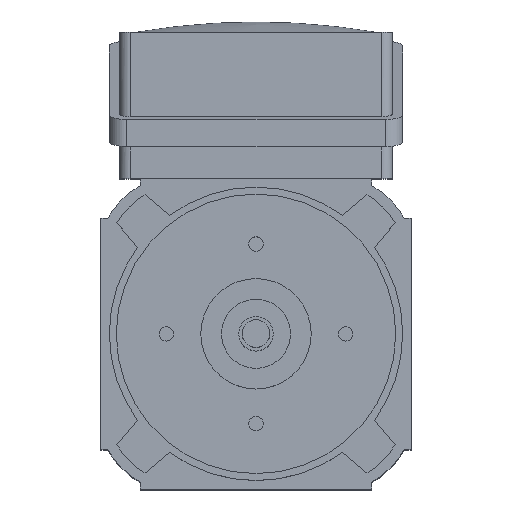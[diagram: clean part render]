
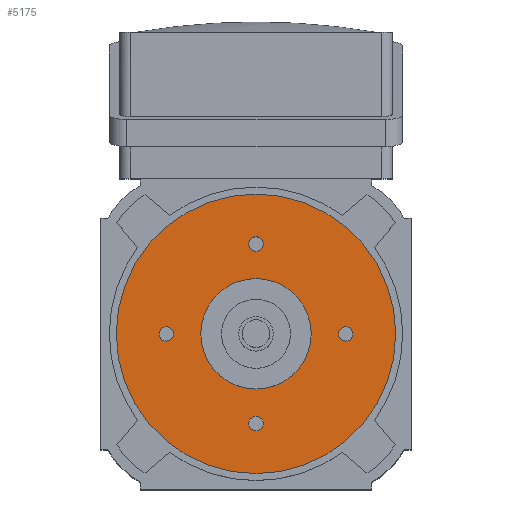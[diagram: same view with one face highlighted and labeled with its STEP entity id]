
A CAD part, top view. The second image highlights one B-rep face of the part: STEP entity #5175.
In plain terms, the highlighted planar face has unit normal (0, 0, 1).
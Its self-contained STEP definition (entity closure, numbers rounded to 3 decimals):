
#8 = EDGE_CURVE ( 'NONE', #2000, #2454, #1473, .T. ) ;
#35 = DIRECTION ( 'NONE',  ( 0., 0., 1. ) ) ;
#53 = DIRECTION ( 'NONE',  ( 1., 0., 0. ) ) ;
#122 = DIRECTION ( 'NONE',  ( 1., 0., 0. ) ) ;
#129 = ORIENTED_EDGE ( 'NONE', *, *, #8, .F. ) ;
#159 = CARTESIAN_POINT ( 'NONE',  ( -26., 0., 0. ) ) ;
#220 = ORIENTED_EDGE ( 'NONE', *, *, #775, .F. ) ;
#489 = DIRECTION ( 'NONE',  ( 0., 0., 1. ) ) ;
#527 = EDGE_CURVE ( 'NONE', #3053, #693, #4561, .T. ) ;
#559 = AXIS2_PLACEMENT_3D ( 'NONE', #1710, #3018, #4759 ) ;
#565 = CIRCLE ( 'NONE', #2075, 40.5 ) ;
#615 = CARTESIAN_POINT ( 'NONE',  ( 16., 0., 0. ) ) ;
#640 = CARTESIAN_POINT ( 'NONE',  ( -26., 0., 0. ) ) ;
#682 = CARTESIAN_POINT ( 'NONE',  ( -28.1, 0., 0. ) ) ;
#693 = VERTEX_POINT ( 'NONE', #3953 ) ;
#775 = EDGE_CURVE ( 'NONE', #693, #3053, #5365, .T. ) ;
#845 = AXIS2_PLACEMENT_3D ( 'NONE', #2190, #5181, #3955 ) ;
#877 = VERTEX_POINT ( 'NONE', #4311 ) ;
#881 = FACE_BOUND ( 'NONE', #1229, .T. ) ;
#929 = VERTEX_POINT ( 'NONE', #4637 ) ;
#1047 = CARTESIAN_POINT ( 'NONE',  ( 0., 0., 0. ) ) ;
#1131 = CARTESIAN_POINT ( 'NONE',  ( 0., -26., 0. ) ) ;
#1226 = DIRECTION ( 'NONE',  ( 0., 0., 1. ) ) ;
#1229 = EDGE_LOOP ( 'NONE', ( #220, #2119 ) ) ;
#1243 = PLANE ( 'NONE',  #559 ) ;
#1267 = EDGE_LOOP ( 'NONE', ( #129, #2802 ) ) ;
#1297 = EDGE_CURVE ( 'NONE', #5464, #2518, #3262, .T. ) ;
#1392 = AXIS2_PLACEMENT_3D ( 'NONE', #2227, #35, #122 ) ;
#1456 = CIRCLE ( 'NONE', #1984, 2.1 ) ;
#1473 = CIRCLE ( 'NONE', #4093, 2.1 ) ;
#1541 = CIRCLE ( 'NONE', #4709, 2.1 ) ;
#1563 = AXIS2_PLACEMENT_3D ( 'NONE', #5067, #1584, #2905 ) ;
#1584 = DIRECTION ( 'NONE',  ( 0., 0., 1. ) ) ;
#1630 = CIRCLE ( 'NONE', #5343, 2.1 ) ;
#1710 = CARTESIAN_POINT ( 'NONE',  ( 0., 0., 0. ) ) ;
#1859 = EDGE_CURVE ( 'NONE', #929, #2812, #5009, .T. ) ;
#1984 = AXIS2_PLACEMENT_3D ( 'NONE', #640, #4442, #4094 ) ;
#1988 = DIRECTION ( 'NONE',  ( 1., 0., 0. ) ) ;
#2000 = VERTEX_POINT ( 'NONE', #3580 ) ;
#2054 = CARTESIAN_POINT ( 'NONE',  ( 0., 0., 0. ) ) ;
#2075 = AXIS2_PLACEMENT_3D ( 'NONE', #2114, #4765, #2542 ) ;
#2100 = EDGE_LOOP ( 'NONE', ( #3360, #3770 ) ) ;
#2108 = FACE_BOUND ( 'NONE', #4603, .T. ) ;
#2114 = CARTESIAN_POINT ( 'NONE',  ( 0., 0., 0. ) ) ;
#2119 = ORIENTED_EDGE ( 'NONE', *, *, #527, .F. ) ;
#2190 = CARTESIAN_POINT ( 'NONE',  ( 0., -26., 0. ) ) ;
#2206 = CARTESIAN_POINT ( 'NONE',  ( 26., 0., 0. ) ) ;
#2227 = CARTESIAN_POINT ( 'NONE',  ( 0., 26., 0. ) ) ;
#2269 = CARTESIAN_POINT ( 'NONE',  ( -2.1, 26., 0. ) ) ;
#2404 = DIRECTION ( 'NONE',  ( 0., 0., 1. ) ) ;
#2422 = EDGE_CURVE ( 'NONE', #4043, #877, #3456, .T. ) ;
#2454 = VERTEX_POINT ( 'NONE', #4854 ) ;
#2518 = VERTEX_POINT ( 'NONE', #4961 ) ;
#2542 = DIRECTION ( 'NONE',  ( 1., 0., 0. ) ) ;
#2587 = FACE_BOUND ( 'NONE', #2100, .T. ) ;
#2616 = CIRCLE ( 'NONE', #3807, 2.1 ) ;
#2769 = EDGE_CURVE ( 'NONE', #2454, #2000, #3142, .T. ) ;
#2782 = AXIS2_PLACEMENT_3D ( 'NONE', #5194, #3447, #53 ) ;
#2802 = ORIENTED_EDGE ( 'NONE', *, *, #2769, .F. ) ;
#2804 = ORIENTED_EDGE ( 'NONE', *, *, #2422, .F. ) ;
#2812 = VERTEX_POINT ( 'NONE', #4371 ) ;
#2905 = DIRECTION ( 'NONE',  ( 1., 0., 0. ) ) ;
#2916 = AXIS2_PLACEMENT_3D ( 'NONE', #2054, #1226, #5534 ) ;
#3018 = DIRECTION ( 'NONE',  ( 0., 0., 1. ) ) ;
#3050 = DIRECTION ( 'NONE',  ( 1., 0., 0. ) ) ;
#3053 = VERTEX_POINT ( 'NONE', #615 ) ;
#3058 = EDGE_LOOP ( 'NONE', ( #4398, #4833 ) ) ;
#3105 = DIRECTION ( 'NONE',  ( 1., 0., 0. ) ) ;
#3142 = CIRCLE ( 'NONE', #2782, 2.1 ) ;
#3155 = ORIENTED_EDGE ( 'NONE', *, *, #5517, .F. ) ;
#3262 = CIRCLE ( 'NONE', #1563, 40.5 ) ;
#3338 = DIRECTION ( 'NONE',  ( 1., 0., 0. ) ) ;
#3360 = ORIENTED_EDGE ( 'NONE', *, *, #3817, .F. ) ;
#3408 = FACE_BOUND ( 'NONE', #1267, .T. ) ;
#3447 = DIRECTION ( 'NONE',  ( 0., 0., 1. ) ) ;
#3456 = CIRCLE ( 'NONE', #1392, 2.1 ) ;
#3580 = CARTESIAN_POINT ( 'NONE',  ( 28.1, 0., 0. ) ) ;
#3688 = EDGE_CURVE ( 'NONE', #4802, #5138, #1541, .T. ) ;
#3729 = AXIS2_PLACEMENT_3D ( 'NONE', #1047, #5277, #3105 ) ;
#3749 = CARTESIAN_POINT ( 'NONE',  ( 0., 26., 0. ) ) ;
#3770 = ORIENTED_EDGE ( 'NONE', *, *, #1859, .F. ) ;
#3807 = AXIS2_PLACEMENT_3D ( 'NONE', #3749, #2404, #3338 ) ;
#3817 = EDGE_CURVE ( 'NONE', #2812, #929, #1630, .T. ) ;
#3936 = FACE_BOUND ( 'NONE', #4698, .T. ) ;
#3953 = CARTESIAN_POINT ( 'NONE',  ( -16., 0., 0. ) ) ;
#3955 = DIRECTION ( 'NONE',  ( 1., 0., 0. ) ) ;
#4043 = VERTEX_POINT ( 'NONE', #2269 ) ;
#4093 = AXIS2_PLACEMENT_3D ( 'NONE', #2206, #5226, #3050 ) ;
#4094 = DIRECTION ( 'NONE',  ( 1., 0., 0. ) ) ;
#4158 = DIRECTION ( 'NONE',  ( 0., 0., 1. ) ) ;
#4311 = CARTESIAN_POINT ( 'NONE',  ( 2.1, 26., 0. ) ) ;
#4348 = ORIENTED_EDGE ( 'NONE', *, *, #5470, .F. ) ;
#4371 = CARTESIAN_POINT ( 'NONE',  ( 2.1, -26., 0. ) ) ;
#4398 = ORIENTED_EDGE ( 'NONE', *, *, #4490, .T. ) ;
#4442 = DIRECTION ( 'NONE',  ( 0., 0., 1. ) ) ;
#4490 = EDGE_CURVE ( 'NONE', #2518, #5464, #565, .T. ) ;
#4524 = CARTESIAN_POINT ( 'NONE',  ( -40.5, 0., 0. ) ) ;
#4561 = CIRCLE ( 'NONE', #3729, 16. ) ;
#4603 = EDGE_LOOP ( 'NONE', ( #3155, #2804 ) ) ;
#4626 = ORIENTED_EDGE ( 'NONE', *, *, #3688, .F. ) ;
#4637 = CARTESIAN_POINT ( 'NONE',  ( -2.1, -26., 0. ) ) ;
#4698 = EDGE_LOOP ( 'NONE', ( #4348, #4626 ) ) ;
#4709 = AXIS2_PLACEMENT_3D ( 'NONE', #159, #489, #5271 ) ;
#4759 = DIRECTION ( 'NONE',  ( 1., 0., 0. ) ) ;
#4765 = DIRECTION ( 'NONE',  ( 0., 0., 1. ) ) ;
#4802 = VERTEX_POINT ( 'NONE', #682 ) ;
#4833 = ORIENTED_EDGE ( 'NONE', *, *, #1297, .T. ) ;
#4854 = CARTESIAN_POINT ( 'NONE',  ( 23.9, 0., 0. ) ) ;
#4961 = CARTESIAN_POINT ( 'NONE',  ( 40.5, 0., 0. ) ) ;
#5009 = CIRCLE ( 'NONE', #845, 2.1 ) ;
#5067 = CARTESIAN_POINT ( 'NONE',  ( 0., 0., 0. ) ) ;
#5138 = VERTEX_POINT ( 'NONE', #5214 ) ;
#5175 = ADVANCED_FACE ( 'NONE', ( #2108, #3936, #2587, #3408, #5189, #881 ), #1243, .T. ) ;
#5181 = DIRECTION ( 'NONE',  ( 0., 0., 1. ) ) ;
#5189 = FACE_OUTER_BOUND ( 'NONE', #3058, .T. ) ;
#5194 = CARTESIAN_POINT ( 'NONE',  ( 26., 0., 0. ) ) ;
#5214 = CARTESIAN_POINT ( 'NONE',  ( -23.9, 0., 0. ) ) ;
#5226 = DIRECTION ( 'NONE',  ( 0., 0., 1. ) ) ;
#5271 = DIRECTION ( 'NONE',  ( 1., 0., 0. ) ) ;
#5277 = DIRECTION ( 'NONE',  ( 0., 0., 1. ) ) ;
#5343 = AXIS2_PLACEMENT_3D ( 'NONE', #1131, #4158, #1988 ) ;
#5365 = CIRCLE ( 'NONE', #2916, 16. ) ;
#5464 = VERTEX_POINT ( 'NONE', #4524 ) ;
#5470 = EDGE_CURVE ( 'NONE', #5138, #4802, #1456, .T. ) ;
#5517 = EDGE_CURVE ( 'NONE', #877, #4043, #2616, .T. ) ;
#5534 = DIRECTION ( 'NONE',  ( 1., 0., 0. ) ) ;
